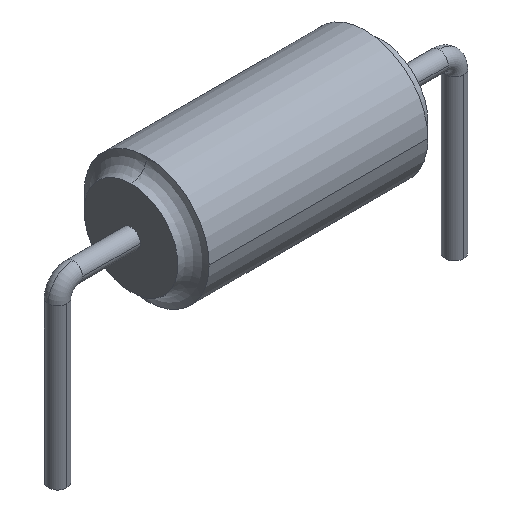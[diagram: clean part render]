
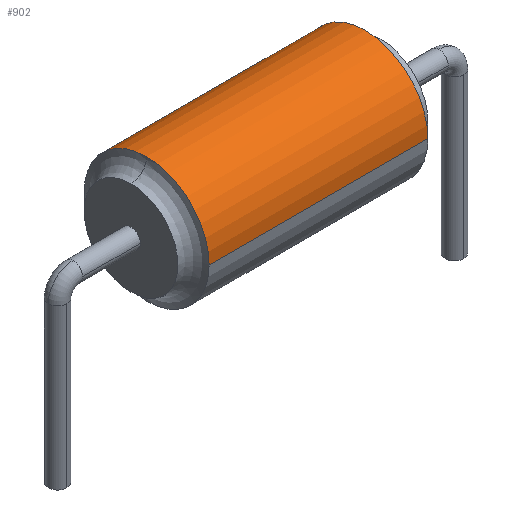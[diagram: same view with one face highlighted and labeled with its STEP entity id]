
A CAD part, isometric view. The second image highlights one B-rep face of the part: STEP entity #902.
In plain terms, the highlighted cylindrical face has radius 2 mm (diameter 4 mm), a partial arc.
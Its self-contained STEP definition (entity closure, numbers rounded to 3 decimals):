
#861=CARTESIAN_POINT('',(-3.5,0.,2.));
#862=DIRECTION('',(1.0,0.,0.));
#863=DIRECTION('',(0.0,1.0,0.0));
#864=AXIS2_PLACEMENT_3D('',#861,#862,#863);
#865=CYLINDRICAL_SURFACE('',#864,2.0);
#866=CARTESIAN_POINT('',(-3.5,2.,2.));
#867=VERTEX_POINT('',#866);
#868=CARTESIAN_POINT('',(3.5,2.,2.));
#869=VERTEX_POINT('',#868);
#870=CARTESIAN_POINT('',(-3.5,2.,2.));
#871=DIRECTION('',(1.0,0.0,0.0));
#872=VECTOR('',#871,7.);
#873=LINE('',#870,#872);
#874=EDGE_CURVE('',#867,#869,#873,.T.);
#875=ORIENTED_EDGE('',*,*,#874,.F.);
#876=CARTESIAN_POINT('',(-3.5,-2.,2.));
#877=VERTEX_POINT('',#876);
#878=CARTESIAN_POINT('',(-3.5,0.,2.));
#879=DIRECTION('',(1.0,0.0,0.0));
#880=DIRECTION('',(0.0,1.0,0.0));
#881=AXIS2_PLACEMENT_3D('',#878,#879,#880);
#882=CIRCLE('',#881,2.0);
#883=EDGE_CURVE('',#867,#877,#882,.T.);
#884=ORIENTED_EDGE('',*,*,#883,.T.);
#885=CARTESIAN_POINT('',(3.5,-2.0,2.));
#886=VERTEX_POINT('',#885);
#887=CARTESIAN_POINT('',(3.5,-2.0,2.));
#888=DIRECTION('',(-1.0,0.0,0.0));
#889=VECTOR('',#888,7.0);
#890=LINE('',#887,#889);
#891=EDGE_CURVE('',#886,#877,#890,.T.);
#892=ORIENTED_EDGE('',*,*,#891,.F.);
#893=CARTESIAN_POINT('',(3.5,0.,2.));
#894=DIRECTION('',(-1.0,0.0,0.0));
#895=DIRECTION('',(0.0,1.0,0.0));
#896=AXIS2_PLACEMENT_3D('',#893,#894,#895);
#897=CIRCLE('',#896,2.0);
#898=EDGE_CURVE('',#886,#869,#897,.T.);
#899=ORIENTED_EDGE('',*,*,#898,.T.);
#900=EDGE_LOOP('',(#875,#884,#892,#899));
#901=FACE_OUTER_BOUND('',#900,.T.);
#902=ADVANCED_FACE('',(#901),#865,.T.);
